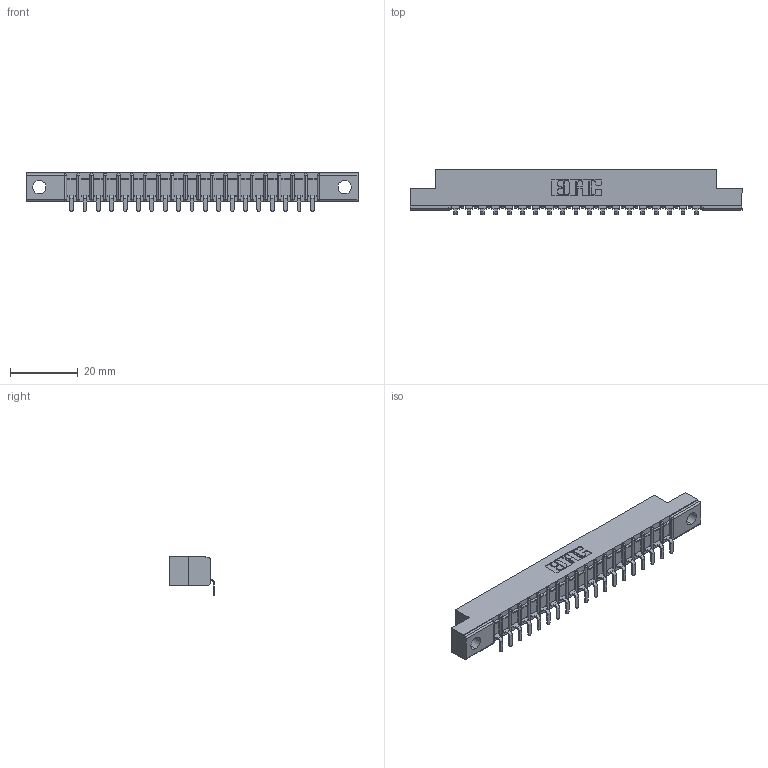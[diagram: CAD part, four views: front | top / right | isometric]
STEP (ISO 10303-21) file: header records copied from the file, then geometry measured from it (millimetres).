
FILE_DESCRIPTION (( 'STEP AP203' ), '1' );
FILE_NAME ('357-019-553-104.STEP', '2018-08-08T06:58:27', ( '' ), ( '' ), 'SwSTEP 2.0', 'SolidWorks 2016', '' );
FILE_SCHEMA (( 'CONFIG_CONTROL_DESIGN' ));
Length unit declared in the file: inch
Products named in the file (3): 307 Part_.156 Dia Mounting Holes; 307-290-002_553; 357-019-553-104
Assembly tree (20 placements, depth 2):
  357-019-553-104
    307 Part_.156 Dia Mounting Holes
    307-290-002_553  x19
Bounding box: 98.3 x 13.32 x 11.51 mm (x, y, z)
Volume: 6381.8 mm3; surface area: 11337.2 mm2
Topology: 20 solids, 20 shells, 1634 faces, 4995 edges, 3274 vertices
Faces by surface type: plane 977, cylinder 617, sphere 40
Entity records: 20396 total; most frequent: CARTESIAN_POINT 3442, ORIENTED_EDGE 3430, DIRECTION 3347, EDGE_CURVE 1715, VECTOR 1309, LINE 1309, VERTEX_POINT 1114, AXIS2_PLACEMENT_3D 1019
